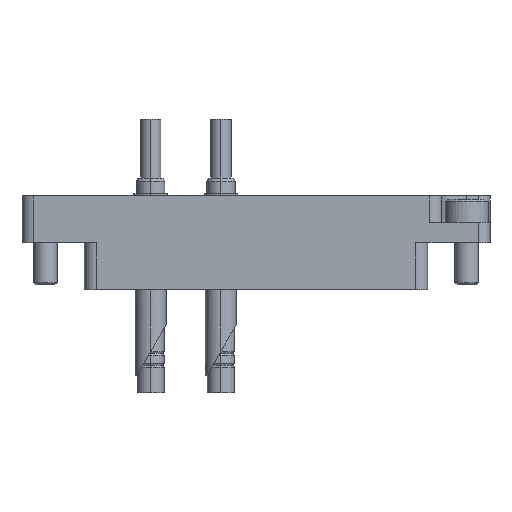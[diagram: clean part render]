
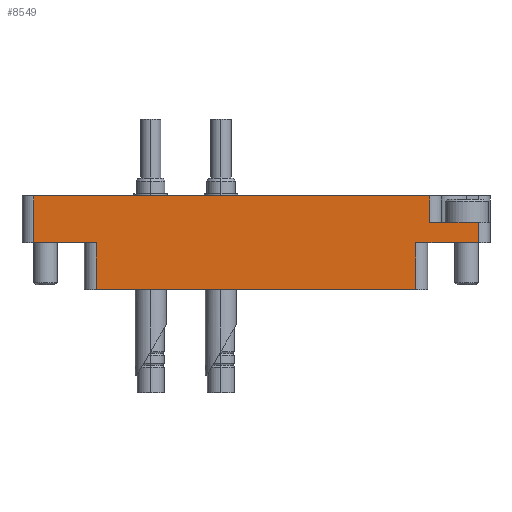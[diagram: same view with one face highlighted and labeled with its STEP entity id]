
A CAD part, left-side view. The second image highlights one B-rep face of the part: STEP entity #8549.
In plain terms, the highlighted face is planar.
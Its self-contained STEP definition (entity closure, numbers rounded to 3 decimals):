
#170 = EDGE_CURVE ( 'NONE', #7214, #3566, #8958, .T. ) ;
#204 = PLANE ( 'NONE',  #3461 ) ;
#479 = CARTESIAN_POINT ( 'NONE',  ( 30., 0., 14.35 ) ) ;
#526 = DIRECTION ( 'NONE',  ( -1., 0., 0. ) ) ;
#788 = EDGE_CURVE ( 'NONE', #3109, #1109, #11129, .T. ) ;
#945 = CARTESIAN_POINT ( 'NONE',  ( 28.5, 2.6, 14.35 ) ) ;
#963 = ORIENTED_EDGE ( 'NONE', *, *, #8649, .T. ) ;
#974 = ORIENTED_EDGE ( 'NONE', *, *, #10707, .F. ) ;
#1034 = DIRECTION ( 'NONE',  ( 0., -1., 0. ) ) ;
#1074 = CARTESIAN_POINT ( 'NONE',  ( 20.5, -6., 14.35 ) ) ;
#1109 = VERTEX_POINT ( 'NONE', #945 ) ;
#1240 = CARTESIAN_POINT ( 'NONE',  ( 28.5, 0., 14.35 ) ) ;
#1350 = LINE ( 'NONE', #479, #8916 ) ;
#1416 = VECTOR ( 'NONE', #3148, 1000. ) ;
#1548 = CARTESIAN_POINT ( 'NONE',  ( 30., 0., 14.35 ) ) ;
#1834 = FACE_OUTER_BOUND ( 'NONE', #6734, .T. ) ;
#2138 = ORIENTED_EDGE ( 'NONE', *, *, #788, .F. ) ;
#2633 = VERTEX_POINT ( 'NONE', #9056 ) ;
#2892 = EDGE_CURVE ( 'NONE', #7335, #3566, #6997, .T. ) ;
#3015 = VERTEX_POINT ( 'NONE', #8235 ) ;
#3109 = VERTEX_POINT ( 'NONE', #8695 ) ;
#3148 = DIRECTION ( 'NONE',  ( 0., -1., 0. ) ) ;
#3256 = VECTOR ( 'NONE', #1034, 1000. ) ;
#3461 = AXIS2_PLACEMENT_3D ( 'NONE', #3737, #4779, #6743 ) ;
#3469 = LINE ( 'NONE', #4407, #6671 ) ;
#3538 = VECTOR ( 'NONE', #7336, 1000. ) ;
#3566 = VERTEX_POINT ( 'NONE', #10611 ) ;
#3567 = CARTESIAN_POINT ( 'NONE',  ( 22.25, 0., 14.35 ) ) ;
#3602 = VECTOR ( 'NONE', #5425, 1000. ) ;
#3737 = CARTESIAN_POINT ( 'NONE',  ( -30., 0., 14.35 ) ) ;
#3754 = VERTEX_POINT ( 'NONE', #9550 ) ;
#3952 = EDGE_CURVE ( 'NONE', #7335, #1109, #10150, .T. ) ;
#3960 = VERTEX_POINT ( 'NONE', #10210 ) ;
#4398 = VECTOR ( 'NONE', #526, 1000. ) ;
#4407 = CARTESIAN_POINT ( 'NONE',  ( -30., 6., 14.35 ) ) ;
#4452 = CARTESIAN_POINT ( 'NONE',  ( -28.5, 6., 14.35 ) ) ;
#4490 = CARTESIAN_POINT ( 'NONE',  ( 20.5, 0., 14.35 ) ) ;
#4618 = LINE ( 'NONE', #3567, #6894 ) ;
#4779 = DIRECTION ( 'NONE',  ( 0., 0., -1. ) ) ;
#4827 = LINE ( 'NONE', #7535, #4398 ) ;
#5368 = DIRECTION ( 'NONE',  ( 0., 1., 0. ) ) ;
#5420 = LINE ( 'NONE', #9062, #3256 ) ;
#5425 = DIRECTION ( 'NONE',  ( 0., 1., 0. ) ) ;
#6596 = EDGE_CURVE ( 'NONE', #3109, #3015, #4618, .T. ) ;
#6671 = VECTOR ( 'NONE', #7884, 1000. ) ;
#6734 = EDGE_LOOP ( 'NONE', ( #7608, #7038, #7730, #9567, #2138, #10270, #11553, #963, #974, #11233 ) ) ;
#6743 = DIRECTION ( 'NONE',  ( -1., 0., 0. ) ) ;
#6894 = VECTOR ( 'NONE', #7323, 1000. ) ;
#6997 = LINE ( 'NONE', #1548, #9923 ) ;
#7038 = ORIENTED_EDGE ( 'NONE', *, *, #170, .T. ) ;
#7214 = VERTEX_POINT ( 'NONE', #1074 ) ;
#7323 = DIRECTION ( 'NONE',  ( 0., 1., 0. ) ) ;
#7335 = VERTEX_POINT ( 'NONE', #1240 ) ;
#7336 = DIRECTION ( 'NONE',  ( 1., 0., 0. ) ) ;
#7497 = LINE ( 'NONE', #11012, #1416 ) ;
#7535 = CARTESIAN_POINT ( 'NONE',  ( -22., -6., 14.35 ) ) ;
#7602 = VERTEX_POINT ( 'NONE', #4452 ) ;
#7608 = ORIENTED_EDGE ( 'NONE', *, *, #9813, .F. ) ;
#7730 = ORIENTED_EDGE ( 'NONE', *, *, #2892, .F. ) ;
#7884 = DIRECTION ( 'NONE',  ( 1., 0., 0. ) ) ;
#8198 = EDGE_CURVE ( 'NONE', #3960, #3754, #5420, .T. ) ;
#8235 = CARTESIAN_POINT ( 'NONE',  ( 22.25, 6., 14.35 ) ) ;
#8347 = CARTESIAN_POINT ( 'NONE',  ( 28.5, 2.6, 14.35 ) ) ;
#8549 = ADVANCED_FACE ( 'NONE', ( #1834 ), #204, .F. ) ;
#8649 = EDGE_CURVE ( 'NONE', #7602, #2633, #7497, .T. ) ;
#8695 = CARTESIAN_POINT ( 'NONE',  ( 22.25, 2.6, 14.35 ) ) ;
#8819 = VECTOR ( 'NONE', #5368, 1000. ) ;
#8916 = VECTOR ( 'NONE', #9780, 1000. ) ;
#8958 = LINE ( 'NONE', #4490, #3602 ) ;
#9056 = CARTESIAN_POINT ( 'NONE',  ( -28.5, 0., 14.35 ) ) ;
#9062 = CARTESIAN_POINT ( 'NONE',  ( -20.5, 0., 14.35 ) ) ;
#9331 = CARTESIAN_POINT ( 'NONE',  ( 30., 2.6, 14.35 ) ) ;
#9375 = EDGE_CURVE ( 'NONE', #7602, #3015, #3469, .T. ) ;
#9550 = CARTESIAN_POINT ( 'NONE',  ( -20.5, -6., 14.35 ) ) ;
#9567 = ORIENTED_EDGE ( 'NONE', *, *, #3952, .T. ) ;
#9780 = DIRECTION ( 'NONE',  ( -1., 0., 0. ) ) ;
#9813 = EDGE_CURVE ( 'NONE', #7214, #3754, #4827, .T. ) ;
#9923 = VECTOR ( 'NONE', #11450, 1000. ) ;
#10150 = LINE ( 'NONE', #8347, #8819 ) ;
#10210 = CARTESIAN_POINT ( 'NONE',  ( -20.5, 0., 14.35 ) ) ;
#10270 = ORIENTED_EDGE ( 'NONE', *, *, #6596, .T. ) ;
#10611 = CARTESIAN_POINT ( 'NONE',  ( 20.5, 0., 14.35 ) ) ;
#10707 = EDGE_CURVE ( 'NONE', #3960, #2633, #1350, .T. ) ;
#11012 = CARTESIAN_POINT ( 'NONE',  ( -28.5, 0., 14.35 ) ) ;
#11129 = LINE ( 'NONE', #9331, #3538 ) ;
#11233 = ORIENTED_EDGE ( 'NONE', *, *, #8198, .T. ) ;
#11450 = DIRECTION ( 'NONE',  ( -1., 0., 0. ) ) ;
#11553 = ORIENTED_EDGE ( 'NONE', *, *, #9375, .F. ) ;
